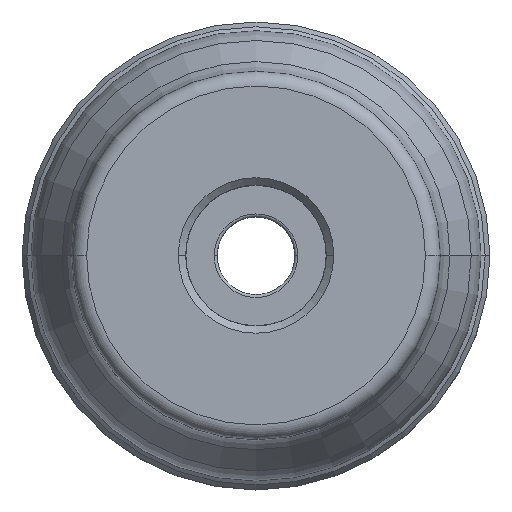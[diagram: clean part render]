
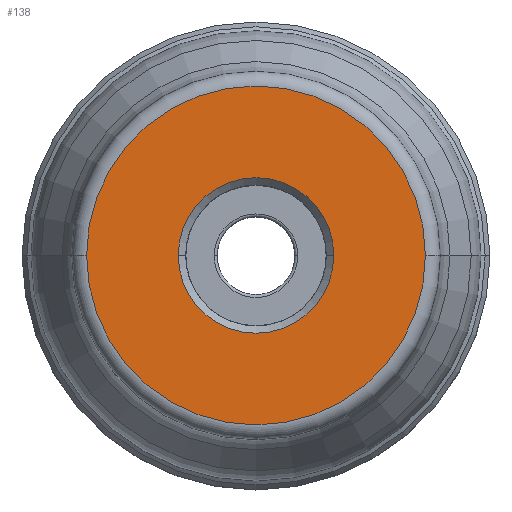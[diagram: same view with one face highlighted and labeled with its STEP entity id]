
A CAD part, top view. The second image highlights one B-rep face of the part: STEP entity #138.
In plain terms, the highlighted planar face has unit normal (0, 0, 1).
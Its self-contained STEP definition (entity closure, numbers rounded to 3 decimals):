
#82=PLANE('',#1463);
#92=FACE_BOUND('',#314,.T.);
#93=FACE_BOUND('',#315,.T.);
#138=ADVANCED_FACE('',(#92,#93),#82,.F.);
#314=EDGE_LOOP('',(#520,#521,#522,#523));
#315=EDGE_LOOP('',(#524,#525));
#520=ORIENTED_EDGE('',*,*,#908,.F.);
#521=ORIENTED_EDGE('',*,*,#906,.F.);
#522=ORIENTED_EDGE('',*,*,#905,.F.);
#523=ORIENTED_EDGE('',*,*,#909,.T.);
#524=ORIENTED_EDGE('',*,*,#910,.F.);
#525=ORIENTED_EDGE('',*,*,#911,.F.);
#764=VERTEX_POINT('',#2243);
#765=VERTEX_POINT('',#2245);
#766=VERTEX_POINT('',#2247);
#767=VERTEX_POINT('',#2251);
#768=VERTEX_POINT('',#2255);
#769=VERTEX_POINT('',#2256);
#905=EDGE_CURVE('',#764,#765,#1064,.T.);
#906=EDGE_CURVE('',#765,#766,#1065,.T.);
#908=EDGE_CURVE('',#766,#767,#1067,.T.);
#909=EDGE_CURVE('',#764,#767,#1068,.T.);
#910=EDGE_CURVE('',#768,#769,#1069,.T.);
#911=EDGE_CURVE('',#769,#768,#1070,.T.);
#1064=CIRCLE('',#1454,23.);
#1065=CIRCLE('',#1455,23.);
#1067=CIRCLE('',#1458,23.);
#1068=CIRCLE('',#1459,23.);
#1069=CIRCLE('',#1461,10.56);
#1070=CIRCLE('',#1462,10.56);
#1454=AXIS2_PLACEMENT_3D('',#2244,#1801,#1802);
#1455=AXIS2_PLACEMENT_3D('',#2246,#1803,#1804);
#1458=AXIS2_PLACEMENT_3D('',#2250,#1809,#1810);
#1459=AXIS2_PLACEMENT_3D('',#2252,#1811,#1812);
#1461=AXIS2_PLACEMENT_3D('',#2254,#1815,#1816);
#1462=AXIS2_PLACEMENT_3D('',#2257,#1817,#1818);
#1463=AXIS2_PLACEMENT_3D('',#2258,#1819,#1820);
#1801=DIRECTION('',(0.,0.,-1.));
#1802=DIRECTION('',(1.,0.,0.));
#1803=DIRECTION('',(0.,0.,-1.));
#1804=DIRECTION('',(1.,-0.001,0.));
#1809=DIRECTION('',(0.,0.,-1.));
#1810=DIRECTION('',(-1.,0.001,0.));
#1811=DIRECTION('',(0.,0.,1.));
#1812=DIRECTION('',(-1.,0.001,0.));
#1815=DIRECTION('',(0.,0.,1.));
#1816=DIRECTION('',(1.,0.,0.));
#1817=DIRECTION('',(0.,0.,1.));
#1818=DIRECTION('',(-1.,0.,0.));
#1819=DIRECTION('',(0.,0.,-1.));
#1820=DIRECTION('',(1.,0.,0.));
#2243=CARTESIAN_POINT('',(23.,0.,0.));
#2244=CARTESIAN_POINT('',(0.,0.,0.));
#2245=CARTESIAN_POINT('',(23.,-0.02,0.));
#2246=CARTESIAN_POINT('',(0.,0.,0.));
#2247=CARTESIAN_POINT('',(-23.,0.,0.));
#2250=CARTESIAN_POINT('',(0.,0.,0.));
#2251=CARTESIAN_POINT('',(-23.,0.02,0.));
#2252=CARTESIAN_POINT('',(0.,0.,0.));
#2254=CARTESIAN_POINT('',(0.,0.,0.));
#2255=CARTESIAN_POINT('',(10.56,0.,0.));
#2256=CARTESIAN_POINT('',(-10.56,0.,0.));
#2257=CARTESIAN_POINT('',(0.,0.,0.));
#2258=CARTESIAN_POINT('',(0.,0.,0.));
